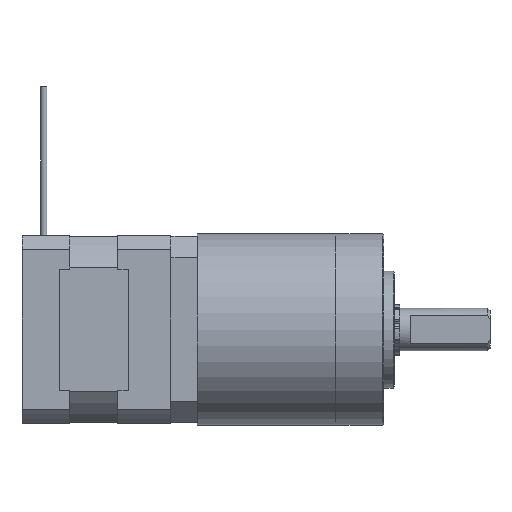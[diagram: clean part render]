
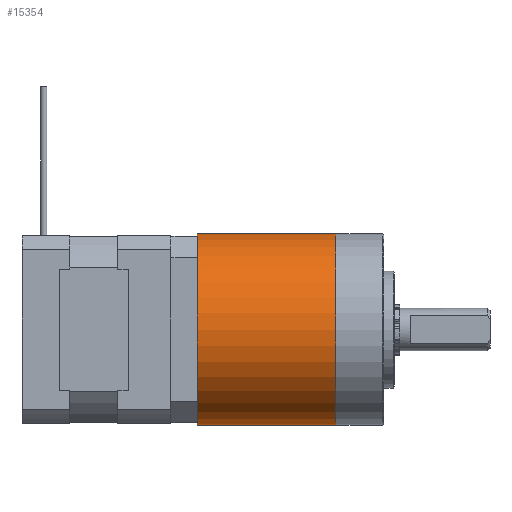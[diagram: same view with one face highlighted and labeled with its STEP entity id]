
A CAD part, left-side view. The second image highlights one B-rep face of the part: STEP entity #15354.
In plain terms, the highlighted cylindrical face has radius 18 mm (diameter 36 mm), a partial arc.
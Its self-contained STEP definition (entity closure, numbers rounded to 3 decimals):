
#161 = CARTESIAN_POINT ( 'NONE',  ( 0., 0., 26. ) ) ;
#309 = ORIENTED_EDGE ( 'NONE', *, *, #2881, .T. ) ;
#980 = AXIS2_PLACEMENT_3D ( 'NONE', #161, #5669, #9153 ) ;
#1142 = VECTOR ( 'NONE', #13251, 1000. ) ;
#1400 = CARTESIAN_POINT ( 'NONE',  ( 18., 0., 26. ) ) ;
#1750 = CARTESIAN_POINT ( 'NONE',  ( 0., 0., 26. ) ) ;
#2099 = VERTEX_POINT ( 'NONE', #1400 ) ;
#2384 = CARTESIAN_POINT ( 'NONE',  ( -18., 0., 26. ) ) ;
#2881 = EDGE_CURVE ( 'NONE', #14934, #21474, #11319, .T. ) ;
#3867 = FACE_OUTER_BOUND ( 'NONE', #22287, .T. ) ;
#5669 = DIRECTION ( 'NONE',  ( 0., 0., -1. ) ) ;
#6131 = CARTESIAN_POINT ( 'NONE',  ( 0., 0., 0. ) ) ;
#6732 = AXIS2_PLACEMENT_3D ( 'NONE', #6131, #16929, #15252 ) ;
#8250 = DIRECTION ( 'NONE',  ( 0., 0., -1. ) ) ;
#8638 = CARTESIAN_POINT ( 'NONE',  ( -18., 0., 0. ) ) ;
#9153 = DIRECTION ( 'NONE',  ( -1., 0., 0. ) ) ;
#10308 = EDGE_CURVE ( 'NONE', #21756, #21474, #11223, .T. ) ;
#10858 = DIRECTION ( 'NONE',  ( 1., 0., 0. ) ) ;
#10961 = CYLINDRICAL_SURFACE ( 'NONE', #980, 18. ) ;
#11223 = LINE ( 'NONE', #14699, #1142 ) ;
#11319 = CIRCLE ( 'NONE', #6732, 18. ) ;
#13251 = DIRECTION ( 'NONE',  ( 0., 0., -1. ) ) ;
#13606 = EDGE_CURVE ( 'NONE', #2099, #21756, #15950, .T. ) ;
#14015 = LINE ( 'NONE', #22879, #18070 ) ;
#14415 = AXIS2_PLACEMENT_3D ( 'NONE', #1750, #20442, #10858 ) ;
#14699 = CARTESIAN_POINT ( 'NONE',  ( -18., 0., 26. ) ) ;
#14934 = VERTEX_POINT ( 'NONE', #21797 ) ;
#15252 = DIRECTION ( 'NONE',  ( 1., 0., 0. ) ) ;
#15354 = ADVANCED_FACE ( 'NONE', ( #3867 ), #10961, .T. ) ;
#15950 = CIRCLE ( 'NONE', #14415, 18. ) ;
#16929 = DIRECTION ( 'NONE',  ( 0., 0., 1. ) ) ;
#18070 = VECTOR ( 'NONE', #8250, 1000. ) ;
#18625 = ORIENTED_EDGE ( 'NONE', *, *, #13606, .F. ) ;
#20110 = ORIENTED_EDGE ( 'NONE', *, *, #21878, .T. ) ;
#20442 = DIRECTION ( 'NONE',  ( 0., 0., 1. ) ) ;
#20989 = ORIENTED_EDGE ( 'NONE', *, *, #10308, .F. ) ;
#21474 = VERTEX_POINT ( 'NONE', #8638 ) ;
#21756 = VERTEX_POINT ( 'NONE', #2384 ) ;
#21797 = CARTESIAN_POINT ( 'NONE',  ( 18., 0., 0. ) ) ;
#21878 = EDGE_CURVE ( 'NONE', #2099, #14934, #14015, .T. ) ;
#22287 = EDGE_LOOP ( 'NONE', ( #18625, #20110, #309, #20989 ) ) ;
#22879 = CARTESIAN_POINT ( 'NONE',  ( 18., 0., 26. ) ) ;
